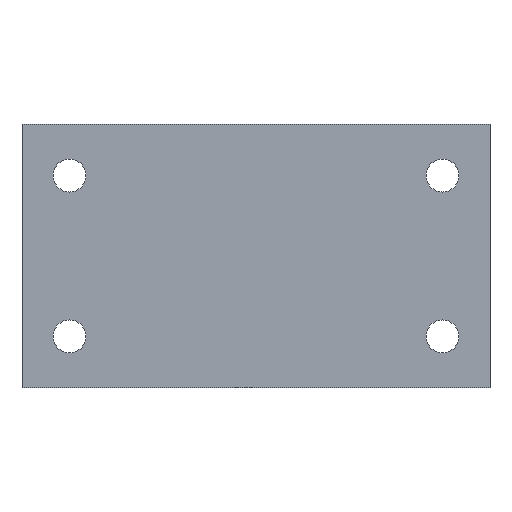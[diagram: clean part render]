
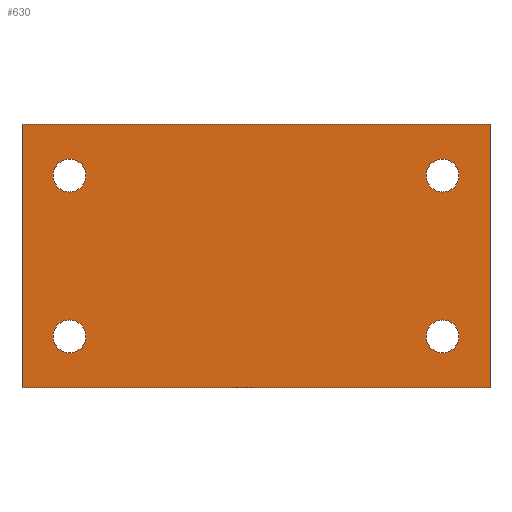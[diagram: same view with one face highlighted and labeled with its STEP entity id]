
A CAD part, front view. The second image highlights one B-rep face of the part: STEP entity #630.
In plain terms, the highlighted planar face has unit normal (0, -1, 0).
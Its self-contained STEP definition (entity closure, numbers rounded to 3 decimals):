
#104=CARTESIAN_POINT('',(46.5,0.,-22.));
#105=VERTEX_POINT('',#104);
#112=CARTESIAN_POINT('',(55.5,0.,-22.));
#113=VERTEX_POINT('',#112);
#114=CARTESIAN_POINT('',(51.,0.,-22.));
#115=DIRECTION('',(-0.,1.,0.));
#116=DIRECTION('',(1.,0.,0.));
#117=AXIS2_PLACEMENT_3D('',#114,#115,#116);
#118=CIRCLE('',#117,4.5);
#119=EDGE_CURVE('',#113,#105,#118,.T.);
#121=CARTESIAN_POINT('',(51.,0.,-22.));
#122=DIRECTION('',(-0.,1.,0.));
#123=DIRECTION('',(1.,0.,0.));
#124=AXIS2_PLACEMENT_3D('',#121,#122,#123);
#125=CIRCLE('',#124,4.5);
#126=EDGE_CURVE('',#105,#113,#125,.T.);
#210=CARTESIAN_POINT('',(46.5,0.,22.));
#211=VERTEX_POINT('',#210);
#218=CARTESIAN_POINT('',(55.5,0.,22.));
#219=VERTEX_POINT('',#218);
#220=CARTESIAN_POINT('',(51.,0.,22.));
#221=DIRECTION('',(-0.,1.,0.));
#222=DIRECTION('',(1.,0.,0.));
#223=AXIS2_PLACEMENT_3D('',#220,#221,#222);
#224=CIRCLE('',#223,4.5);
#225=EDGE_CURVE('',#219,#211,#224,.T.);
#227=CARTESIAN_POINT('',(51.,0.,22.));
#228=DIRECTION('',(-0.,1.,0.));
#229=DIRECTION('',(1.,0.,0.));
#230=AXIS2_PLACEMENT_3D('',#227,#228,#229);
#231=CIRCLE('',#230,4.5);
#232=EDGE_CURVE('',#211,#219,#231,.T.);
#316=CARTESIAN_POINT('',(-55.5,0.,22.));
#317=VERTEX_POINT('',#316);
#324=CARTESIAN_POINT('',(-46.5,0.,22.));
#325=VERTEX_POINT('',#324);
#326=CARTESIAN_POINT('',(-51.,0.,22.));
#327=DIRECTION('',(-0.,1.,0.));
#328=DIRECTION('',(1.,0.,0.));
#329=AXIS2_PLACEMENT_3D('',#326,#327,#328);
#330=CIRCLE('',#329,4.5);
#331=EDGE_CURVE('',#325,#317,#330,.T.);
#333=CARTESIAN_POINT('',(-51.,0.,22.));
#334=DIRECTION('',(-0.,1.,0.));
#335=DIRECTION('',(1.,0.,0.));
#336=AXIS2_PLACEMENT_3D('',#333,#334,#335);
#337=CIRCLE('',#336,4.5);
#338=EDGE_CURVE('',#317,#325,#337,.T.);
#422=CARTESIAN_POINT('',(-55.5,0.,-22.));
#423=VERTEX_POINT('',#422);
#430=CARTESIAN_POINT('',(-46.5,0.,-22.));
#431=VERTEX_POINT('',#430);
#432=CARTESIAN_POINT('',(-51.,0.,-22.));
#433=DIRECTION('',(-0.,1.,0.));
#434=DIRECTION('',(1.,0.,0.));
#435=AXIS2_PLACEMENT_3D('',#432,#433,#434);
#436=CIRCLE('',#435,4.5);
#437=EDGE_CURVE('',#431,#423,#436,.T.);
#439=CARTESIAN_POINT('',(-51.,0.,-22.));
#440=DIRECTION('',(-0.,1.,0.));
#441=DIRECTION('',(1.,0.,0.));
#442=AXIS2_PLACEMENT_3D('',#439,#440,#441);
#443=CIRCLE('',#442,4.5);
#444=EDGE_CURVE('',#423,#431,#443,.T.);
#466=CARTESIAN_POINT('',(64.,0.,-36.));
#467=VERTEX_POINT('',#466);
#474=CARTESIAN_POINT('',(-64.,0.,-36.));
#475=VERTEX_POINT('',#474);
#476=CARTESIAN_POINT('',(64.,0.,-36.));
#477=DIRECTION('',(-1.,0.,0.));
#478=VECTOR('',#477,1280.);
#479=LINE('',#476,#478);
#480=EDGE_CURVE('',#467,#475,#479,.T.);
#504=CARTESIAN_POINT('',(64.,0.,36.));
#505=VERTEX_POINT('',#504);
#512=CARTESIAN_POINT('',(64.,0.,36.));
#513=DIRECTION('',(0.,0.,-1.));
#514=VECTOR('',#513,720.);
#515=LINE('',#512,#514);
#516=EDGE_CURVE('',#505,#467,#515,.T.);
#535=CARTESIAN_POINT('',(-64.,0.,36.));
#536=VERTEX_POINT('',#535);
#543=CARTESIAN_POINT('',(-64.,0.,36.));
#544=DIRECTION('',(1.,0.,-0.));
#545=VECTOR('',#544,1280.);
#546=LINE('',#543,#545);
#547=EDGE_CURVE('',#536,#505,#546,.T.);
#565=CARTESIAN_POINT('',(-64.,0.,-36.));
#566=DIRECTION('',(0.,0.,1.));
#567=VECTOR('',#566,720.);
#568=LINE('',#565,#567);
#569=EDGE_CURVE('',#475,#536,#568,.T.);
#603=CARTESIAN_POINT('',(0.,0.,0.));
#604=DIRECTION('',(0.,1.,0.));
#605=DIRECTION('',(0.,0.,1.));
#606=AXIS2_PLACEMENT_3D('',#603,#604,#605);
#607=PLANE('',#606);
#608=ORIENTED_EDGE('',*,*,#119,.T.);
#609=ORIENTED_EDGE('',*,*,#126,.T.);
#610=EDGE_LOOP('',(#608,#609));
#611=FACE_BOUND('',#610,.T.);
#612=ORIENTED_EDGE('',*,*,#225,.T.);
#613=ORIENTED_EDGE('',*,*,#232,.T.);
#614=EDGE_LOOP('',(#612,#613));
#615=FACE_BOUND('',#614,.T.);
#616=ORIENTED_EDGE('',*,*,#331,.T.);
#617=ORIENTED_EDGE('',*,*,#338,.T.);
#618=EDGE_LOOP('',(#616,#617));
#619=FACE_BOUND('',#618,.T.);
#620=ORIENTED_EDGE('',*,*,#437,.T.);
#621=ORIENTED_EDGE('',*,*,#444,.T.);
#622=EDGE_LOOP('',(#620,#621));
#623=FACE_BOUND('',#622,.T.);
#624=ORIENTED_EDGE('',*,*,#569,.F.);
#625=ORIENTED_EDGE('',*,*,#480,.F.);
#626=ORIENTED_EDGE('',*,*,#516,.F.);
#627=ORIENTED_EDGE('',*,*,#547,.F.);
#628=EDGE_LOOP('',(#624,#625,#626,#627));
#629=FACE_BOUND('',#628,.T.);
#630=ADVANCED_FACE('',(#611,#615,#619,#623,#629),#607,.F.);
